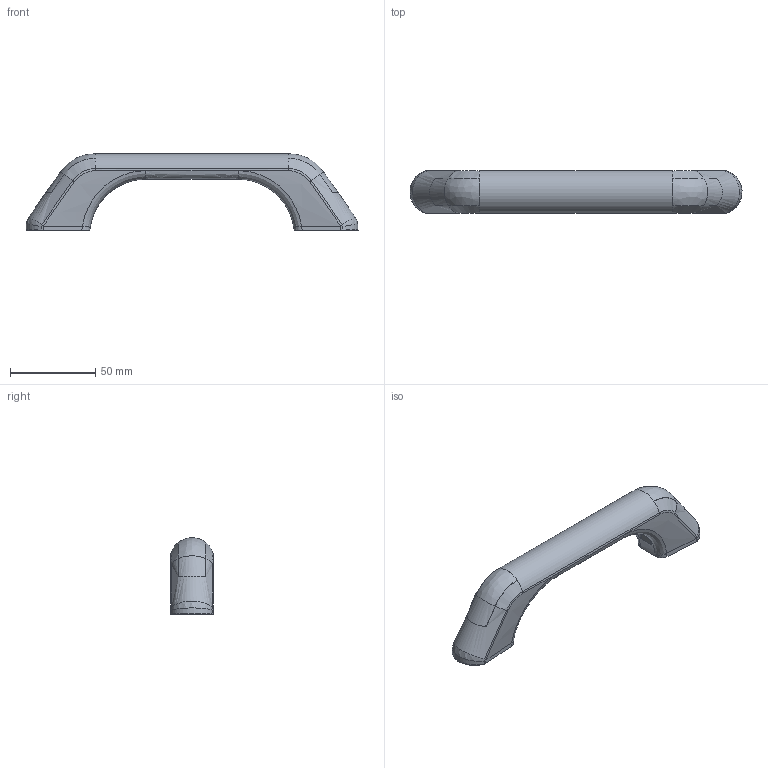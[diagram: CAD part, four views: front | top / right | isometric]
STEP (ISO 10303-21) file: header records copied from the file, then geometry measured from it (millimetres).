
FILE_DESCRIPTION((''),'2;1');
FILE_NAME('','2013-02-25T11:49:18',(''),(''),'','CADfix','');
FILE_SCHEMA(('AUTOMOTIVE_DESIGN { 1 0 10303 214 1 1 1 1 }'));
Length unit declared in the file: millimetre
Bounding box: 194.95 x 25 x 44.99 mm (x, y, z)
Volume: 82996.7 mm3; surface area: 22224.1 mm2
Topology: 1 solids, 1 shells, 190 faces, 488 edges, 306 vertices
Faces by surface type: bspline 190
Entity records: 12533 total; most frequent: CARTESIAN_POINT 9738, ORIENTED_EDGE 968, EDGE_CURVE 484, VERTEX_POINT 304, QUASI_UNIFORM_CURVE 254, EDGE_LOOP 194, FACE_OUTER_BOUND 188, ADVANCED_FACE 188
